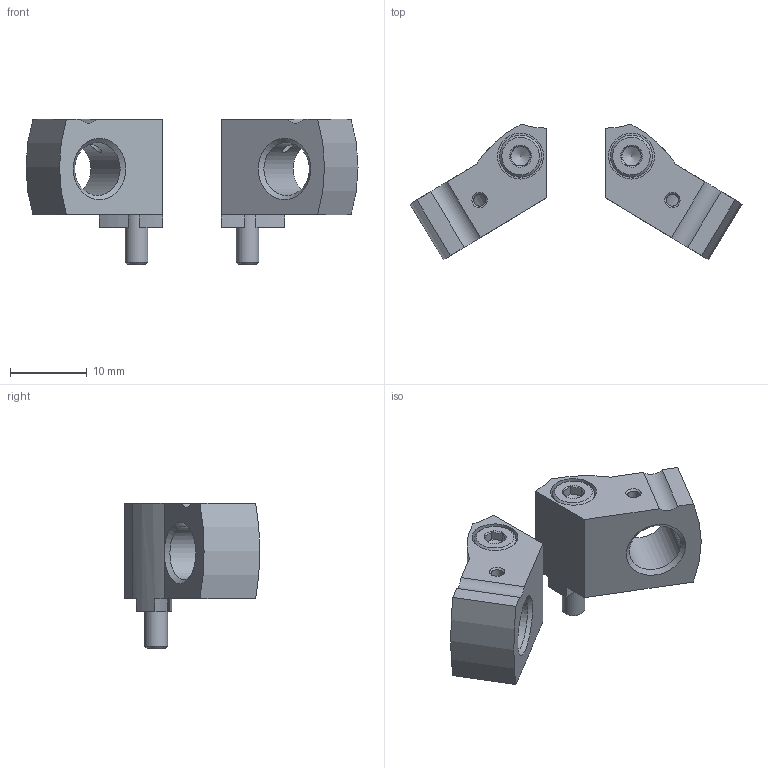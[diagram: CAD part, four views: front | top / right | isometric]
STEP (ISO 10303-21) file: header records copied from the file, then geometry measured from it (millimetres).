
FILE_DESCRIPTION(/* description */ ('STEP AP214'),/* implementation_level */ '2;1');
FILE_NAME(/* name */ '547900_DSM-12-B',/* time_stamp */ '2024-08-21T17:56:54+02:00',/* author */ ('License CC BY-ND 4.0'),/* organization */ ('CADENAS'),/* preprocessor_version */ 'ST-DEVELOPER v19.3',/* originating_system */ 'PARTsolutions',/* authorisation */ ' ');
FILE_SCHEMA (('AUTOMOTIVE_DESIGN {1 0 10303 214 3 1 1}'));
Length unit declared in the file: millimetre
Products named in the file (4): 547900 DSM-12-B; 704060 DSM-12-BL---(HZ); DIN-912 - M3x16(F); 704061 DSM-12-BR---(HZ)
Assembly tree (4 placements, depth 2):
  547900 DSM-12-B
    704060 DSM-12-BL---(HZ)
    DIN-912 - M3x16(F)  x2
    704061 DSM-12-BR---(HZ)
Bounding box: 43.39 x 17.72 x 19 mm (x, y, z)
Volume: 3386.6 mm3; surface area: 3083 mm2
Topology: 4 solids, 4 shells, 108 faces, 248 edges, 150 vertices
Faces by surface type: plane 52, cylinder 28, cone 28
Full cylindrical faces by diameter (mm): 1.567 x2, 3 x2, 3.6 x2, 5.5 x2, 6 x2, 6.917 x2
Entity records: 2342 total; most frequent: CARTESIAN_POINT 414, DIRECTION 410, ORIENTED_EDGE 332, AXIS2_PLACEMENT_3D 167, EDGE_CURVE 166, VERTEX_POINT 115, FACE_BOUND 115, EDGE_LOOP 114
